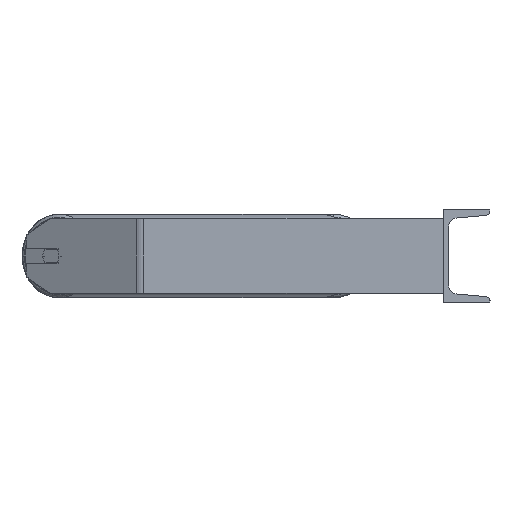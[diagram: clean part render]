
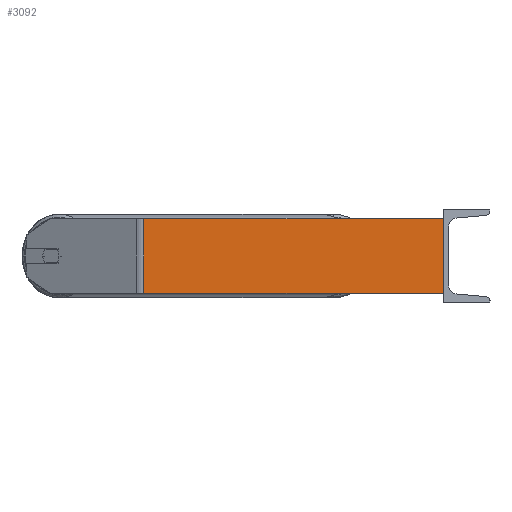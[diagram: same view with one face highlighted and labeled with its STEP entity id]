
A CAD part, left-side view. The second image highlights one B-rep face of the part: STEP entity #3092.
In plain terms, the highlighted planar face has unit normal (-1, 0, 0).
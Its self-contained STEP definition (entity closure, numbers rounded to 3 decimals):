
#12 = DIRECTION ( 'NONE',  ( 0., 0., -1. ) ) ;
#128 = DIRECTION ( 'NONE',  ( 0., 0., -1. ) ) ;
#867 = LINE ( 'NONE', #2950, #7359 ) ;
#1017 = CARTESIAN_POINT ( 'NONE',  ( -885., 0., 40. ) ) ;
#2004 = EDGE_CURVE ( 'NONE', #7411, #6107, #6117, .T. ) ;
#2017 = DIRECTION ( 'NONE',  ( 0., -1., 0. ) ) ;
#2069 = ORIENTED_EDGE ( 'NONE', *, *, #4379, .T. ) ;
#2088 = EDGE_CURVE ( 'NONE', #7411, #4753, #3427, .T. ) ;
#2414 = VECTOR ( 'NONE', #128, 1000. ) ;
#2509 = DIRECTION ( 'NONE',  ( 0., 1., 0. ) ) ;
#2740 = LINE ( 'NONE', #3803, #2414 ) ;
#2775 = VECTOR ( 'NONE', #12, 1000. ) ;
#2950 = CARTESIAN_POINT ( 'NONE',  ( -885., 323.678, -40. ) ) ;
#3092 = ADVANCED_FACE ( 'NONE', ( #5916 ), #8707, .F. ) ;
#3427 = LINE ( 'NONE', #7021, #2775 ) ;
#3803 = CARTESIAN_POINT ( 'NONE',  ( -885., 0., 40. ) ) ;
#4064 = CARTESIAN_POINT ( 'NONE',  ( -885., 323.678, 40. ) ) ;
#4362 = EDGE_CURVE ( 'NONE', #6107, #6578, #2740, .T. ) ;
#4379 = EDGE_CURVE ( 'NONE', #4753, #6578, #867, .T. ) ;
#4647 = VECTOR ( 'NONE', #2017, 1000. ) ;
#4753 = VERTEX_POINT ( 'NONE', #6703 ) ;
#4779 = CARTESIAN_POINT ( 'NONE',  ( -885., 0., -40. ) ) ;
#5381 = ORIENTED_EDGE ( 'NONE', *, *, #4362, .F. ) ;
#5490 = CARTESIAN_POINT ( 'NONE',  ( -885., 319.391, 40. ) ) ;
#5729 = DIRECTION ( 'NONE',  ( 1., 0., 0. ) ) ;
#5886 = EDGE_LOOP ( 'NONE', ( #2069, #5381, #7631, #7425 ) ) ;
#5916 = FACE_OUTER_BOUND ( 'NONE', #5886, .T. ) ;
#6107 = VERTEX_POINT ( 'NONE', #1017 ) ;
#6117 = LINE ( 'NONE', #4064, #4647 ) ;
#6578 = VERTEX_POINT ( 'NONE', #4779 ) ;
#6639 = CARTESIAN_POINT ( 'NONE',  ( -885., 323.678, 40. ) ) ;
#6703 = CARTESIAN_POINT ( 'NONE',  ( -885., 319.391, -40. ) ) ;
#7021 = CARTESIAN_POINT ( 'NONE',  ( -885., 319.391, 40. ) ) ;
#7359 = VECTOR ( 'NONE', #7836, 1000. ) ;
#7411 = VERTEX_POINT ( 'NONE', #5490 ) ;
#7425 = ORIENTED_EDGE ( 'NONE', *, *, #2088, .T. ) ;
#7631 = ORIENTED_EDGE ( 'NONE', *, *, #2004, .F. ) ;
#7836 = DIRECTION ( 'NONE',  ( 0., -1., 0. ) ) ;
#8502 = AXIS2_PLACEMENT_3D ( 'NONE', #6639, #5729, #2509 ) ;
#8707 = PLANE ( 'NONE',  #8502 ) ;
